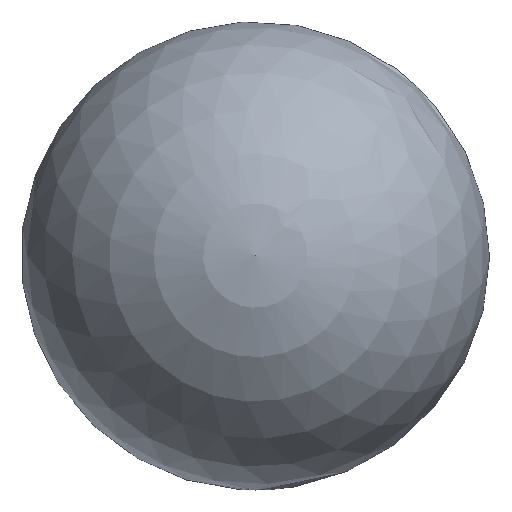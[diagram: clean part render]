
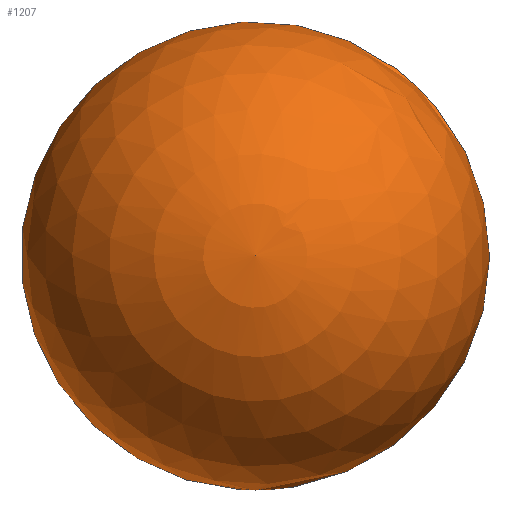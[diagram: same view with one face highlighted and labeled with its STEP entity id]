
A CAD part, top view. The second image highlights one B-rep face of the part: STEP entity #1207.
In plain terms, the highlighted spherical face has radius 100 mm.
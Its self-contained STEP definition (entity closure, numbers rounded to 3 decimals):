
#1207 = ADVANCED_FACE ( 'NONE', ( #11352 ), #12481, .T. ) ;
#2751 = ORIENTED_EDGE ( 'NONE', *, *, #8848, .T. ) ;
#3165 = EDGE_LOOP ( 'NONE', ( #2751 ) ) ;
#3199 = DIRECTION ( 'NONE',  ( -1., 0., 0. ) ) ;
#3347 = DIRECTION ( 'NONE',  ( 0., 0., 1. ) ) ;
#5582 = CARTESIAN_POINT ( 'NONE',  ( 0., 0.113, 4.748 ) ) ;
#6299 = DIRECTION ( 'NONE',  ( 0., 0., -1. ) ) ;
#8447 = CARTESIAN_POINT ( 'NONE',  ( 0., 0.113, 0. ) ) ;
#8848 = EDGE_CURVE ( 'NONE', #11056, #11056, #12066, .T. ) ;
#8885 = AXIS2_PLACEMENT_3D ( 'NONE', #12338, #6299, #3199 ) ;
#11056 = VERTEX_POINT ( 'NONE', #5582 ) ;
#11078 = AXIS2_PLACEMENT_3D ( 'NONE', #8447, #12752, #3347 ) ;
#11352 = FACE_OUTER_BOUND ( 'NONE', #3165, .T. ) ;
#12066 = CIRCLE ( 'NONE', #11078, 4.748 ) ;
#12338 = CARTESIAN_POINT ( 'NONE',  ( 0., 100., 0. ) ) ;
#12481 = SPHERICAL_SURFACE ( 'NONE', #8885, 100. ) ;
#12752 = DIRECTION ( 'NONE',  ( 0., 1., 0. ) ) ;
